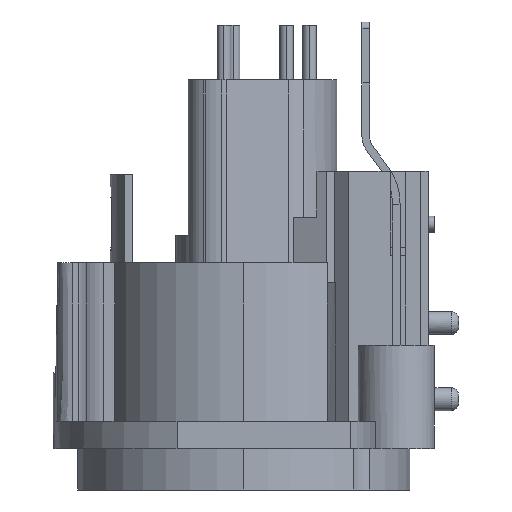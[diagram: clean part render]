
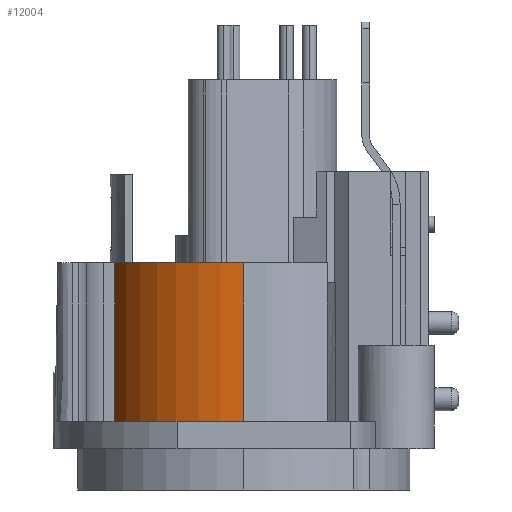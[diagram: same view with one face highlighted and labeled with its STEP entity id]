
A CAD part, left-side view. The second image highlights one B-rep face of the part: STEP entity #12004.
In plain terms, the highlighted cylindrical face has radius 9.15 mm (diameter 18.3 mm), a partial arc.
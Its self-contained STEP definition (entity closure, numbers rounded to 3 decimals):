
#6185 = PLANE('',#6186);
#6186 = AXIS2_PLACEMENT_3D('',#6187,#6188,#6189);
#6187 = CARTESIAN_POINT('',(0.,0.,10.4));
#6188 = DIRECTION('',(0.,0.,-1.));
#6189 = DIRECTION('',(-1.,0.,0.));
#7207 = VERTEX_POINT('',#7208);
#7208 = CARTESIAN_POINT('',(-3.5,8.454,10.4));
#7222 = PLANE('',#7223);
#7223 = AXIS2_PLACEMENT_3D('',#7224,#7225,#7226);
#7224 = CARTESIAN_POINT('',(-3.5,6.242,-13.8));
#7225 = DIRECTION('',(1.,0.,0.));
#7226 = DIRECTION('',(0.,1.,0.));
#7234 = EDGE_CURVE('',#7235,#7207,#7237,.T.);
#7235 = VERTEX_POINT('',#7236);
#7236 = CARTESIAN_POINT('',(-9.15,0.,10.4));
#7237 = SURFACE_CURVE('',#7238,(#7243,#7250),.PCURVE_S1.);
#7238 = CIRCLE('',#7239,9.15);
#7239 = AXIS2_PLACEMENT_3D('',#7240,#7241,#7242);
#7240 = CARTESIAN_POINT('',(0.,0.,10.4));
#7241 = DIRECTION('',(0.,0.,-1.));
#7242 = DIRECTION('',(-1.,0.,0.));
#7243 = PCURVE('',#6185,#7244);
#7244 = DEFINITIONAL_REPRESENTATION('',(#7245),#7249);
#7245 = CIRCLE('',#7246,9.15);
#7246 = AXIS2_PLACEMENT_2D('',#7247,#7248);
#7247 = CARTESIAN_POINT('',(0.,0.));
#7248 = DIRECTION('',(1.,0.));
#7249 = ( GEOMETRIC_REPRESENTATION_CONTEXT(2) 
PARAMETRIC_REPRESENTATION_CONTEXT() REPRESENTATION_CONTEXT('2D SPACE',''
  ) );
#7250 = PCURVE('',#7251,#7256);
#7251 = CYLINDRICAL_SURFACE('',#7252,9.15);
#7252 = AXIS2_PLACEMENT_3D('',#7253,#7254,#7255);
#7253 = CARTESIAN_POINT('',(0.,0.,9.5));
#7254 = DIRECTION('',(0.,0.,-1.));
#7255 = DIRECTION('',(-1.,0.,0.));
#7256 = DEFINITIONAL_REPRESENTATION('',(#7257),#7261);
#7257 = LINE('',#7258,#7259);
#7258 = CARTESIAN_POINT('',(0.,-0.9));
#7259 = VECTOR('',#7260,1.);
#7260 = DIRECTION('',(1.,0.));
#7261 = ( GEOMETRIC_REPRESENTATION_CONTEXT(2) 
PARAMETRIC_REPRESENTATION_CONTEXT() REPRESENTATION_CONTEXT('2D SPACE',''
  ) );
#7280 = CYLINDRICAL_SURFACE('',#7281,9.15);
#7281 = AXIS2_PLACEMENT_3D('',#7282,#7283,#7284);
#7282 = CARTESIAN_POINT('',(0.,0.,9.5));
#7283 = DIRECTION('',(0.,0.,-1.));
#7284 = DIRECTION('',(-1.,0.,0.));
#7675 = PLANE('',#7676);
#7676 = AXIS2_PLACEMENT_3D('',#7677,#7678,#7679);
#7677 = CARTESIAN_POINT('',(0.,0.,0.));
#7678 = DIRECTION('',(0.,0.,-1.));
#7679 = DIRECTION('',(-1.,0.,0.));
#10717 = VERTEX_POINT('',#10718);
#10718 = CARTESIAN_POINT('',(-9.15,0.,0.));
#10740 = EDGE_CURVE('',#10717,#10741,#10743,.T.);
#10741 = VERTEX_POINT('',#10742);
#10742 = CARTESIAN_POINT('',(-3.5,8.454,0.));
#10743 = SURFACE_CURVE('',#10744,(#10749,#10756),.PCURVE_S1.);
#10744 = CIRCLE('',#10745,9.15);
#10745 = AXIS2_PLACEMENT_3D('',#10746,#10747,#10748);
#10746 = CARTESIAN_POINT('',(0.,0.,0.));
#10747 = DIRECTION('',(0.,0.,-1.));
#10748 = DIRECTION('',(1.,0.,0.));
#10749 = PCURVE('',#7675,#10750);
#10750 = DEFINITIONAL_REPRESENTATION('',(#10751),#10755);
#10751 = CIRCLE('',#10752,9.15);
#10752 = AXIS2_PLACEMENT_2D('',#10753,#10754);
#10753 = CARTESIAN_POINT('',(0.,0.));
#10754 = DIRECTION('',(-1.,0.));
#10755 = ( GEOMETRIC_REPRESENTATION_CONTEXT(2) 
PARAMETRIC_REPRESENTATION_CONTEXT() REPRESENTATION_CONTEXT('2D SPACE',''
  ) );
#10756 = PCURVE('',#7251,#10757);
#10757 = DEFINITIONAL_REPRESENTATION('',(#10758),#10762);
#10758 = LINE('',#10759,#10760);
#10759 = CARTESIAN_POINT('',(-3.142,9.5));
#10760 = VECTOR('',#10761,1.);
#10761 = DIRECTION('',(1.,0.));
#10762 = ( GEOMETRIC_REPRESENTATION_CONTEXT(2) 
PARAMETRIC_REPRESENTATION_CONTEXT() REPRESENTATION_CONTEXT('2D SPACE',''
  ) );
#11404 = EDGE_CURVE('',#7235,#10717,#11405,.T.);
#11405 = SURFACE_CURVE('',#11406,(#11410,#11417),.PCURVE_S1.);
#11406 = LINE('',#11407,#11408);
#11407 = CARTESIAN_POINT('',(-9.15,0.,9.5));
#11408 = VECTOR('',#11409,1.);
#11409 = DIRECTION('',(0.,0.,-1.));
#11410 = PCURVE('',#7280,#11411);
#11411 = DEFINITIONAL_REPRESENTATION('',(#11412),#11416);
#11412 = LINE('',#11413,#11414);
#11413 = CARTESIAN_POINT('',(6.283,0.));
#11414 = VECTOR('',#11415,1.);
#11415 = DIRECTION('',(0.,1.));
#11416 = ( GEOMETRIC_REPRESENTATION_CONTEXT(2) 
PARAMETRIC_REPRESENTATION_CONTEXT() REPRESENTATION_CONTEXT('2D SPACE',''
  ) );
#11417 = PCURVE('',#7251,#11418);
#11418 = DEFINITIONAL_REPRESENTATION('',(#11419),#11423);
#11419 = LINE('',#11420,#11421);
#11420 = CARTESIAN_POINT('',(0.,0.));
#11421 = VECTOR('',#11422,1.);
#11422 = DIRECTION('',(0.,1.));
#11423 = ( GEOMETRIC_REPRESENTATION_CONTEXT(2) 
PARAMETRIC_REPRESENTATION_CONTEXT() REPRESENTATION_CONTEXT('2D SPACE',''
  ) );
#12004 = ADVANCED_FACE('',(#12005),#7251,.T.);
#12005 = FACE_BOUND('',#12006,.T.);
#12006 = EDGE_LOOP('',(#12007,#12008,#12009,#12030));
#12007 = ORIENTED_EDGE('',*,*,#11404,.F.);
#12008 = ORIENTED_EDGE('',*,*,#7234,.T.);
#12009 = ORIENTED_EDGE('',*,*,#12010,.T.);
#12010 = EDGE_CURVE('',#7207,#10741,#12011,.T.);
#12011 = SURFACE_CURVE('',#12012,(#12016,#12023),.PCURVE_S1.);
#12012 = LINE('',#12013,#12014);
#12013 = CARTESIAN_POINT('',(-3.5,8.454,9.5));
#12014 = VECTOR('',#12015,1.);
#12015 = DIRECTION('',(0.,0.,-1.));
#12016 = PCURVE('',#7251,#12017);
#12017 = DEFINITIONAL_REPRESENTATION('',(#12018),#12022);
#12018 = LINE('',#12019,#12020);
#12019 = CARTESIAN_POINT('',(1.178,0.));
#12020 = VECTOR('',#12021,1.);
#12021 = DIRECTION('',(0.,1.));
#12022 = ( GEOMETRIC_REPRESENTATION_CONTEXT(2) 
PARAMETRIC_REPRESENTATION_CONTEXT() REPRESENTATION_CONTEXT('2D SPACE',''
  ) );
#12023 = PCURVE('',#7222,#12024);
#12024 = DEFINITIONAL_REPRESENTATION('',(#12025),#12029);
#12025 = LINE('',#12026,#12027);
#12026 = CARTESIAN_POINT('',(2.212,23.3));
#12027 = VECTOR('',#12028,1.);
#12028 = DIRECTION('',(0.,-1.));
#12029 = ( GEOMETRIC_REPRESENTATION_CONTEXT(2) 
PARAMETRIC_REPRESENTATION_CONTEXT() REPRESENTATION_CONTEXT('2D SPACE',''
  ) );
#12030 = ORIENTED_EDGE('',*,*,#10740,.F.);
